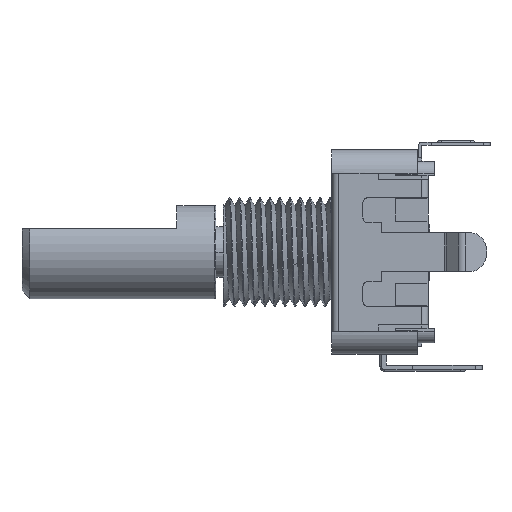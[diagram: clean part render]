
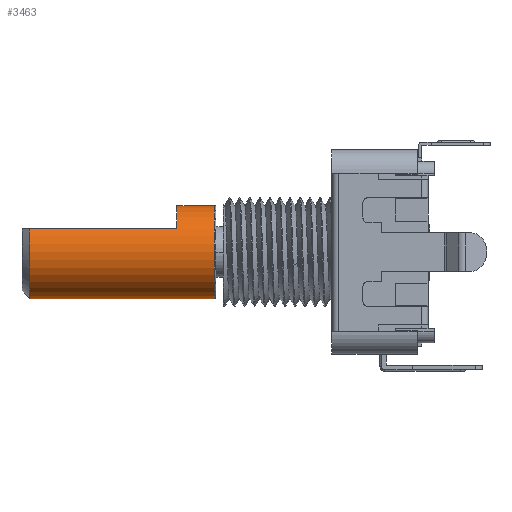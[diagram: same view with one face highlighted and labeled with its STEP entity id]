
A CAD part, left-side view. The second image highlights one B-rep face of the part: STEP entity #3463.
In plain terms, the highlighted cylindrical face has radius 3 mm (diameter 6 mm), a full revolution.
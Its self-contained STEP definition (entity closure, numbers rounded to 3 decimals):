
#138 = CARTESIAN_POINT ( 'NONE',  ( -3., 8.7, 0. ) ) ;
#228 = DIRECTION ( 'NONE',  ( 0.998, 0., -0.063 ) ) ;
#665 = CARTESIAN_POINT ( 'NONE',  ( 2.598, 20.6, 1.5 ) ) ;
#949 = VERTEX_POINT ( 'NONE', #9983 ) ;
#1403 = ORIENTED_EDGE ( 'NONE', *, *, #17925, .F. ) ;
#1451 = EDGE_CURVE ( 'NONE', #2259, #10940, #3219, .T. ) ;
#1737 = CIRCLE ( 'NONE', #8581, 3. ) ;
#2259 = VERTEX_POINT ( 'NONE', #17789 ) ;
#2302 = AXIS2_PLACEMENT_3D ( 'NONE', #7875, #12434, #9199 ) ;
#2650 = CARTESIAN_POINT ( 'NONE',  ( 0., 14.65, 0. ) ) ;
#3186 = LINE ( 'NONE', #17123, #18879 ) ;
#3219 = CIRCLE ( 'NONE', #11517, 3. ) ;
#3463 = ADVANCED_FACE ( 'NONE', ( #14794, #15961 ), #6862, .T. ) ;
#4871 = VERTEX_POINT ( 'NONE', #665 ) ;
#5084 = ORIENTED_EDGE ( 'NONE', *, *, #1451, .T. ) ;
#5219 = AXIS2_PLACEMENT_3D ( 'NONE', #2650, #11880, #228 ) ;
#5276 = CARTESIAN_POINT ( 'NONE',  ( 0., 20.6, 0. ) ) ;
#6093 = EDGE_LOOP ( 'NONE', ( #19238, #19461, #9363, #14550 ) ) ;
#6529 = CIRCLE ( 'NONE', #14080, 3. ) ;
#6862 = CYLINDRICAL_SURFACE ( 'NONE', #5219, 3. ) ;
#6934 = DIRECTION ( 'NONE',  ( 1., 0., 0. ) ) ;
#7875 = CARTESIAN_POINT ( 'NONE',  ( 0., 8.7, 0. ) ) ;
#8102 = EDGE_CURVE ( 'NONE', #11903, #4871, #1737, .T. ) ;
#8300 = CIRCLE ( 'NONE', #2302, 3. ) ;
#8581 = AXIS2_PLACEMENT_3D ( 'NONE', #5276, #11404, #8594 ) ;
#8594 = DIRECTION ( 'NONE',  ( 0., 0., 1. ) ) ;
#9199 = DIRECTION ( 'NONE',  ( 1., 0., 0. ) ) ;
#9363 = ORIENTED_EDGE ( 'NONE', *, *, #9719, .F. ) ;
#9478 = CARTESIAN_POINT ( 'NONE',  ( -2.598, 20.6, 1.5 ) ) ;
#9498 = VECTOR ( 'NONE', #12758, 1000. ) ;
#9710 = DIRECTION ( 'NONE',  ( 0., 1., 0. ) ) ;
#9719 = EDGE_CURVE ( 'NONE', #9760, #4871, #17130, .T. ) ;
#9727 = CARTESIAN_POINT ( 'NONE',  ( 2.598, 11.1, 1.5 ) ) ;
#9760 = VERTEX_POINT ( 'NONE', #9727 ) ;
#9798 = EDGE_LOOP ( 'NONE', ( #1403, #5084 ) ) ;
#9983 = CARTESIAN_POINT ( 'NONE',  ( -2.598, 11.1, 1.5 ) ) ;
#10940 = VERTEX_POINT ( 'NONE', #138 ) ;
#11404 = DIRECTION ( 'NONE',  ( 0., -1., 0. ) ) ;
#11477 = CARTESIAN_POINT ( 'NONE',  ( 0., 11.1, 0. ) ) ;
#11517 = AXIS2_PLACEMENT_3D ( 'NONE', #14587, #17746, #6934 ) ;
#11880 = DIRECTION ( 'NONE',  ( 0., -1., 0. ) ) ;
#11903 = VERTEX_POINT ( 'NONE', #9478 ) ;
#12434 = DIRECTION ( 'NONE',  ( 0., -1., 0. ) ) ;
#12758 = DIRECTION ( 'NONE',  ( 0., 1., 0. ) ) ;
#14080 = AXIS2_PLACEMENT_3D ( 'NONE', #11477, #19174, #14628 ) ;
#14550 = ORIENTED_EDGE ( 'NONE', *, *, #19300, .F. ) ;
#14587 = CARTESIAN_POINT ( 'NONE',  ( 0., 8.7, 0. ) ) ;
#14628 = DIRECTION ( 'NONE',  ( 0., 0., 1. ) ) ;
#14794 = FACE_OUTER_BOUND ( 'NONE', #9798, .T. ) ;
#14867 = EDGE_CURVE ( 'NONE', #949, #11903, #3186, .T. ) ;
#15877 = CARTESIAN_POINT ( 'NONE',  ( 2.598, 11.1, 1.5 ) ) ;
#15961 = FACE_OUTER_BOUND ( 'NONE', #6093, .T. ) ;
#17123 = CARTESIAN_POINT ( 'NONE',  ( -2.598, 11.1, 1.5 ) ) ;
#17130 = LINE ( 'NONE', #15877, #9498 ) ;
#17746 = DIRECTION ( 'NONE',  ( 0., 1., 0. ) ) ;
#17789 = CARTESIAN_POINT ( 'NONE',  ( 3., 8.7, 0. ) ) ;
#17925 = EDGE_CURVE ( 'NONE', #2259, #10940, #8300, .T. ) ;
#18879 = VECTOR ( 'NONE', #9710, 1000. ) ;
#19174 = DIRECTION ( 'NONE',  ( 0., 1., 0. ) ) ;
#19238 = ORIENTED_EDGE ( 'NONE', *, *, #14867, .T. ) ;
#19300 = EDGE_CURVE ( 'NONE', #949, #9760, #6529, .T. ) ;
#19461 = ORIENTED_EDGE ( 'NONE', *, *, #8102, .T. ) ;
